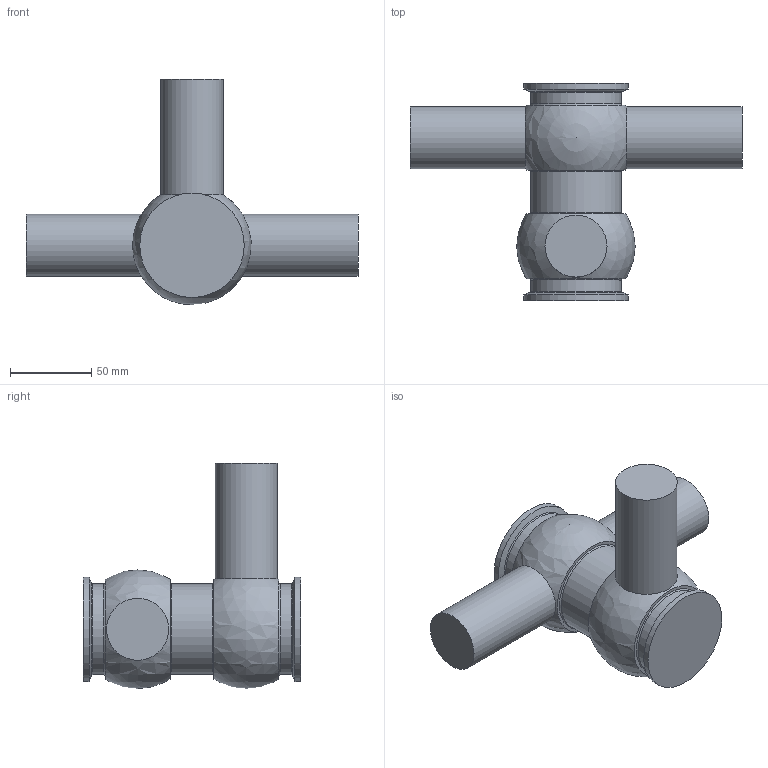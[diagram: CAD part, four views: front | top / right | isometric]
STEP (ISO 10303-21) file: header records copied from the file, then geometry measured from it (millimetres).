
FILE_DESCRIPTION(/* description */ ('STEP AP203'),/* implementation_level */ '2;1');
FILE_NAME(/* name */ '113274.STEP',/* time_stamp */ '2021-04-21T15:48:49+05:00',/* author */ ('H7M44K'),/* organization */ (''),/* preprocessor_version */ 'ST-DEVELOPER v18.1',/* originating_system */ 'Autodesk Inventor 2020',/* authorisation */ '');
FILE_SCHEMA (('AUTOMOTIVE_DESIGN { 1 0 10303 214 3 1 1 }'));
Length unit declared in the file: inch
Products named in the file (1): 113274
Bounding box: 203.96 x 133.6 x 138.48 mm (x, y, z)
Volume: 671701.7 mm3; surface area: 62418.8 mm2
Topology: 1 solids, 1 shells, 27 faces, 71 edges, 52 vertices
Faces by surface type: plane 9, cylinder 8, torus 6, sphere 2, cone 2
Full cylindrical faces by diameter (mm): 38.1 x3, 55.677 x3, 64.16 x2
Entity records: 923 total; most frequent: DIRECTION 182, CARTESIAN_POINT 148, ORIENTED_EDGE 136, AXIS2_PLACEMENT_3D 86, EDGE_CURVE 68, CIRCLE 58, VERTEX_POINT 52, EDGE_LOOP 36
